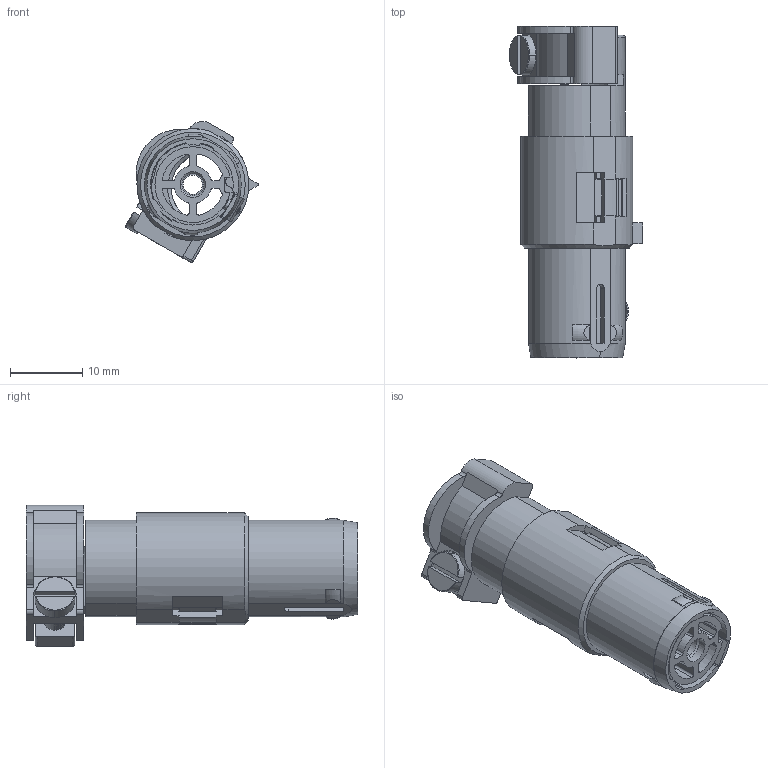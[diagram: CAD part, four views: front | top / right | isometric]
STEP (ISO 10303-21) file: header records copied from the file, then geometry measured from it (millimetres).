
FILE_DESCRIPTION((''),'2;1');
FILE_NAME('FEMALE-1PIN','2017-09-13T',('tl.yang'),(''),'PRO/ENGINEER BY PARAMETRIC TECHNOLOGY CORPORATION, 2011500','PRO/ENGINEER BY PARAMETRIC TECHNOLOGY CORPORATION, 2011500','');
FILE_SCHEMA(('CONFIG_CONTROL_DESIGN'));
Length unit declared in the file: millimetre
Products named in the file (1): FEMALE-1PIN
Bounding box: 18.48 x 45.95 x 19.56 mm (x, y, z)
Volume: 4412.7 mm3; surface area: 7550.4 mm2
Topology: 1 solids, 1 shells, 386 faces, 1112 edges, 730 vertices
Faces by surface type: plane 220, cylinder 127, cone 19, torus 10, bspline 8, sphere 2
Entity records: 13631 total; most frequent: CARTESIAN_POINT 3290, ORIENTED_EDGE 2216, DIRECTION 2121, EDGE_CURVE 1108, VERTEX_POINT 730, AXIS2_PLACEMENT_3D 717, VECTOR 687, LINE 687
